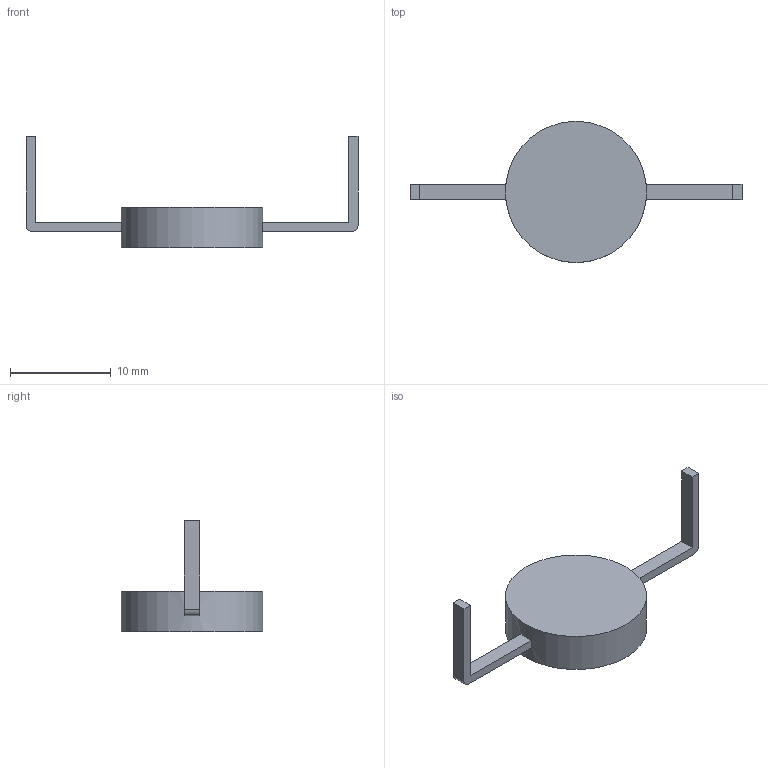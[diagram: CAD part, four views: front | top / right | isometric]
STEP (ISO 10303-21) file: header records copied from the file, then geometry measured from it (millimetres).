
FILE_DESCRIPTION(/* description */ (''),/* implementation_level */ '2;1');
FILE_NAME(/* name */ 'kd213.stp',/* time_stamp */ '2023-12-15T07:59:42+02:00',/* author */ ('user'),/* organization */ (''),/* preprocessor_version */ 'ST-DEVELOPER v19.2',/* originating_system */ 'Autodesk Inventor 2024',/* authorisation */ '');
FILE_SCHEMA (('AUTOMOTIVE_DESIGN { 1 0 10303 214 3 1 1 }'));
Length unit declared in the file: millimetre
Products named in the file (1): kd213
Bounding box: 32.9 x 14 x 11 mm (x, y, z)
Volume: 507.6 mm3; surface area: 719.2 mm2
Topology: 1 solids, 1 shells, 29 faces, 80 edges, 61 vertices
Faces by surface type: plane 25, cylinder 4
Full cylindrical faces by diameter (mm): 10 x1, 14 x1
Entity records: 967 total; most frequent: CARTESIAN_POINT 168, DIRECTION 157, ORIENTED_EDGE 150, EDGE_CURVE 75, LINE 57, VECTOR 57, VERTEX_POINT 50, AXIS2_PLACEMENT_3D 50
